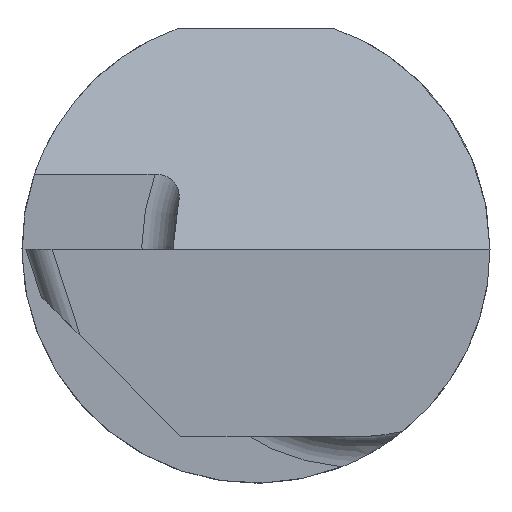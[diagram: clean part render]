
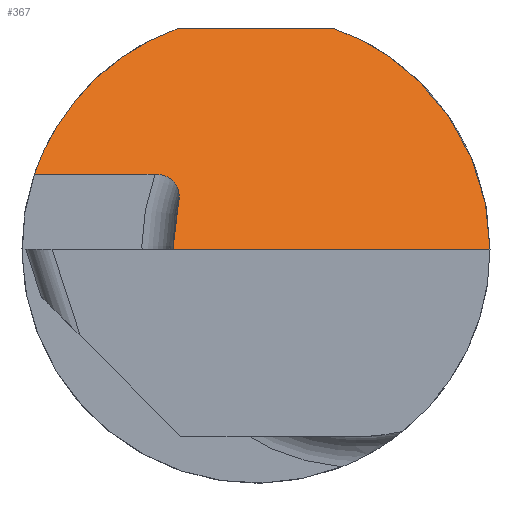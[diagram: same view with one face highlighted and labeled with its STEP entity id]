
A CAD part, left-side view. The second image highlights one B-rep face of the part: STEP entity #367.
In plain terms, the highlighted planar face has unit normal (-0.707, 0, 0.707).
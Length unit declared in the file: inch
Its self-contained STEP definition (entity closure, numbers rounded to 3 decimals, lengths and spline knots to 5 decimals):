
#1 = CARTESIAN_POINT ( 'NONE',  ( -2.225, 0.06236, 0.035 ) ) ;
#2 = DIRECTION ( 'NONE',  ( 0., 1., 0. ) ) ;
#6 = EDGE_CURVE ( 'NONE', #422, #271, #44, .T. ) ;
#13 = VERTEX_POINT ( 'NONE', #498 ) ;
#17 = EDGE_CURVE ( 'NONE', #396, #670, #700, .T. ) ;
#21 = CARTESIAN_POINT ( 'NONE',  ( -2.26, 0.0665, 0. ) ) ;
#27 = FACE_OUTER_BOUND ( 'NONE', #524, .T. ) ;
#44 = LINE ( 'NONE', #50, #252 ) ;
#48 = CARTESIAN_POINT ( 'NONE',  ( -2.2, 0.17764, 0.06 ) ) ;
#50 = CARTESIAN_POINT ( 'NONE',  ( -2.0835, -0.25, 0.1765 ) ) ;
#62 = CARTESIAN_POINT ( 'NONE',  ( -2.22233, 0.06172, 0.03767 ) ) ;
#68 = LINE ( 'NONE', #291, #456 ) ;
#74 = CARTESIAN_POINT ( 'NONE',  ( -2.21964, 0.06142, 0.04036 ) ) ;
#87 = EDGE_CURVE ( 'NONE', #271, #632, #147, .T. ) ;
#89 = CARTESIAN_POINT ( 'NONE',  ( -2.225, 0.06236, 0.035 ) ) ;
#108 = DIRECTION ( 'NONE',  ( 0., 1., 0. ) ) ;
#122 = ORIENTED_EDGE ( 'NONE', *, *, #565, .T. ) ;
#127 = ORIENTED_EDGE ( 'NONE', *, *, #87, .T. ) ;
#137 = DIRECTION ( 'NONE',  ( 0.707, 0., -0.707 ) ) ;
#138 = ORIENTED_EDGE ( 'NONE', *, *, #172, .T. ) ;
#147 =( BOUNDED_CURVE ( )  B_SPLINE_CURVE ( 3, ( #538, #279, #491, #48 ),
 .UNSPECIFIED., .F., .T. ) 
 B_SPLINE_CURVE_WITH_KNOTS ( ( 4, 4 ),
 ( 0.34424, 1.24507 ),
 .UNSPECIFIED. ) 
 CURVE ( )  GEOMETRIC_REPRESENTATION_ITEM ( )  RATIONAL_B_SPLINE_CURVE ( ( 1., 0.934, 0.934, 1. ) ) 
 REPRESENTATION_ITEM ( '' )  );
#159 = VECTOR ( 'NONE', #2, 39.37008 ) ;
#172 = EDGE_CURVE ( 'NONE', #392, #670, #654, .T. ) ;
#180 = CARTESIAN_POINT ( 'NONE',  ( -2.20649, 0.06504, 0.05351 ) ) ;
#202 = CARTESIAN_POINT ( 'NONE',  ( -2.26, -0.25, 0. ) ) ;
#248 = EDGE_CURVE ( 'NONE', #632, #13, #68, .T. ) ;
#249 = CARTESIAN_POINT ( 'NONE',  ( -2.0835, -0.06328, 0.1765 ) ) ;
#252 = VECTOR ( 'NONE', #108, 39.37008 ) ;
#267 =( BOUNDED_CURVE ( )  B_SPLINE_CURVE ( 3, ( #585, #693, #638, #249 ),
 .UNSPECIFIED., .F., .F. ) 
 B_SPLINE_CURVE_WITH_KNOTS ( ( 4, 4 ),
 ( 4.71239, 5.93895 ),
 .UNSPECIFIED. ) 
 CURVE ( )  GEOMETRIC_REPRESENTATION_ITEM ( )  RATIONAL_B_SPLINE_CURVE ( ( 1., 0.879, 0.879, 1. ) ) 
 REPRESENTATION_ITEM ( '' )  );
#271 = VERTEX_POINT ( 'NONE', #572 ) ;
#275 = AXIS2_PLACEMENT_3D ( 'NONE', #202, #137, #465 ) ;
#279 = CARTESIAN_POINT ( 'NONE',  ( -2.10317, 0.11815, 0.15683 ) ) ;
#291 = CARTESIAN_POINT ( 'NONE',  ( -2.2, -0.25, 0.06 ) ) ;
#309 = EDGE_CURVE ( 'NONE', #396, #422, #267, .T. ) ;
#340 = CARTESIAN_POINT ( 'NONE',  ( -2.20415, 0.06718, 0.05585 ) ) ;
#367 = ADVANCED_FACE ( 'NONE', ( #27 ), #624, .F. ) ;
#375 = ORIENTED_EDGE ( 'NONE', *, *, #17, .F. ) ;
#378 = CARTESIAN_POINT ( 'NONE',  ( -2.26, -0.1875, 0. ) ) ;
#390 = B_SPLINE_CURVE_WITH_KNOTS ( 'NONE', 3,
 ( #451, #660, #569, #340, #180, #554, #671, #74, #62, #1 ),
 .UNSPECIFIED., .F., .F.,
 ( 4, 2, 2, 2, 4 ),
 ( 0.00028, 0.00057, 0.00086, 0.00115, 0.00144 ),
 .UNSPECIFIED. ) ;
#392 = VERTEX_POINT ( 'NONE', #89 ) ;
#396 = VERTEX_POINT ( 'NONE', #378 ) ;
#402 = CARTESIAN_POINT ( 'NONE',  ( -2.225, 0.06236, 0.035 ) ) ;
#422 = VERTEX_POINT ( 'NONE', #430 ) ;
#426 = ORIENTED_EDGE ( 'NONE', *, *, #248, .T. ) ;
#430 = CARTESIAN_POINT ( 'NONE',  ( -2.0835, -0.06328, 0.1765 ) ) ;
#449 = CARTESIAN_POINT ( 'NONE',  ( -2.23648, 0.06511, 0.02352 ) ) ;
#451 = CARTESIAN_POINT ( 'NONE',  ( -2.2, 0.08089, 0.06 ) ) ;
#456 = VECTOR ( 'NONE', #635, 39.37008 ) ;
#459 = CARTESIAN_POINT ( 'NONE',  ( -2.2482, 0.0665, 0.0118 ) ) ;
#461 = CARTESIAN_POINT ( 'NONE',  ( -2.2, 0.17764, 0.06 ) ) ;
#465 = DIRECTION ( 'NONE',  ( 0.707, 0., 0.707 ) ) ;
#491 = CARTESIAN_POINT ( 'NONE',  ( -2.14477, 0.15899, 0.11523 ) ) ;
#498 = CARTESIAN_POINT ( 'NONE',  ( -2.2, 0.08089, 0.06 ) ) ;
#519 = ORIENTED_EDGE ( 'NONE', *, *, #6, .T. ) ;
#524 = EDGE_LOOP ( 'NONE', ( #138, #375, #691, #519, #127, #426, #122 ) ) ;
#538 = CARTESIAN_POINT ( 'NONE',  ( -2.0835, 0.06328, 0.1765 ) ) ;
#542 = CARTESIAN_POINT ( 'NONE',  ( -2.26, -0.25, 0. ) ) ;
#554 = CARTESIAN_POINT ( 'NONE',  ( -2.21158, 0.06234, 0.04842 ) ) ;
#565 = EDGE_CURVE ( 'NONE', #13, #392, #390, .T. ) ;
#569 = CARTESIAN_POINT ( 'NONE',  ( -2.20084, 0.07324, 0.05916 ) ) ;
#572 = CARTESIAN_POINT ( 'NONE',  ( -2.0835, 0.06328, 0.1765 ) ) ;
#585 = CARTESIAN_POINT ( 'NONE',  ( -2.26, -0.1875, 0. ) ) ;
#624 = PLANE ( 'NONE',  #275 ) ;
#628 = CARTESIAN_POINT ( 'NONE',  ( -2.26, 0.0665, 0. ) ) ;
#632 = VERTEX_POINT ( 'NONE', #461 ) ;
#635 = DIRECTION ( 'NONE',  ( 0., -1., 0. ) ) ;
#638 = CARTESIAN_POINT ( 'NONE',  ( -2.11114, -0.14037, 0.14886 ) ) ;
#654 =( BOUNDED_CURVE ( )  B_SPLINE_CURVE ( 3, ( #402, #449, #459, #21 ),
 .UNSPECIFIED., .F., .T. ) 
 B_SPLINE_CURVE_WITH_KNOTS ( ( 4, 4 ),
 ( 1.33529, 1.5708 ),
 .UNSPECIFIED. ) 
 CURVE ( )  GEOMETRIC_REPRESENTATION_ITEM ( )  RATIONAL_B_SPLINE_CURVE ( ( 1., 0.995, 0.995, 1. ) ) 
 REPRESENTATION_ITEM ( '' )  );
#660 = CARTESIAN_POINT ( 'NONE',  ( -2.2, 0.07709, 0.06 ) ) ;
#670 = VERTEX_POINT ( 'NONE', #628 ) ;
#671 = CARTESIAN_POINT ( 'NONE',  ( -2.21423, 0.06174, 0.04577 ) ) ;
#691 = ORIENTED_EDGE ( 'NONE', *, *, #309, .T. ) ;
#693 = CARTESIAN_POINT ( 'NONE',  ( -2.17811, -0.1875, 0.08189 ) ) ;
#700 = LINE ( 'NONE', #542, #159 ) ;
